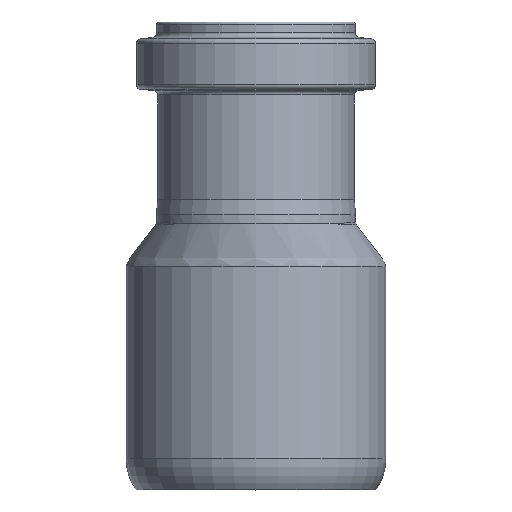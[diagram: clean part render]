
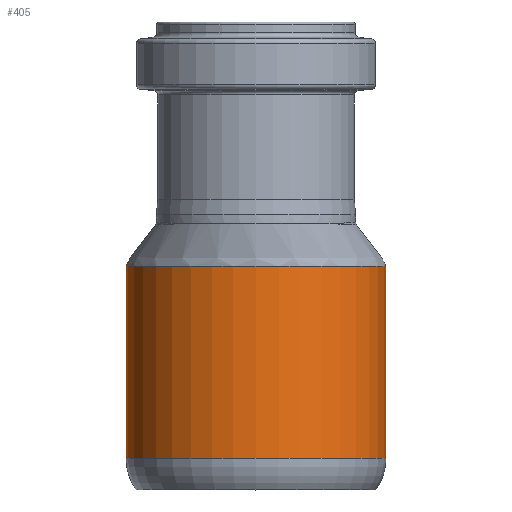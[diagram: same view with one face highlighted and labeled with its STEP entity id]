
A CAD part, top view. The second image highlights one B-rep face of the part: STEP entity #405.
In plain terms, the highlighted cylindrical face has radius 29.1 mm (diameter 58.2 mm), a full revolution.
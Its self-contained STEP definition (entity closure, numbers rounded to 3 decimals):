
#27=CYLINDRICAL_SURFACE('',#447,29.1);
#39=FACE_BOUND('',#160,.T.);
#79=CIRCLE('',#436,29.1);
#80=CIRCLE('',#437,29.1);
#81=CIRCLE('',#439,29.1);
#120=FACE_OUTER_BOUND('',#159,.T.);
#159=EDGE_LOOP('',(#335));
#160=EDGE_LOOP('',(#336,#337));
#228=VERTEX_POINT('',#962);
#229=VERTEX_POINT('',#969);
#230=VERTEX_POINT('',#973);
#269=EDGE_CURVE('',#228,#229,#79,.T.);
#270=EDGE_CURVE('',#229,#228,#80,.T.);
#271=EDGE_CURVE('',#230,#230,#81,.T.);
#335=ORIENTED_EDGE('',*,*,#271,.T.);
#336=ORIENTED_EDGE('',*,*,#270,.F.);
#337=ORIENTED_EDGE('',*,*,#269,.F.);
#405=ADVANCED_FACE('',(#120,#39),#27,.T.);
#436=AXIS2_PLACEMENT_3D('',#970,#504,#505);
#437=AXIS2_PLACEMENT_3D('',#971,#506,#507);
#439=AXIS2_PLACEMENT_3D('',#974,#510,#511);
#447=AXIS2_PLACEMENT_3D('',#1326,#526,#527);
#504=DIRECTION('center_axis',(0.,1.,0.));
#505=DIRECTION('ref_axis',(1.,0.,0.));
#506=DIRECTION('center_axis',(0.,1.,0.));
#507=DIRECTION('ref_axis',(1.,0.,0.));
#510=DIRECTION('center_axis',(0.,1.,0.));
#511=DIRECTION('ref_axis',(0.,0.,1.));
#526=DIRECTION('center_axis',(0.,1.,0.));
#527=DIRECTION('ref_axis',(0.,0.,1.));
#962=CARTESIAN_POINT('',(0.,-15.,-35.9));
#969=CARTESIAN_POINT('',(0.,-15.,22.3));
#970=CARTESIAN_POINT('Origin',(0.,-15.,-6.8));
#971=CARTESIAN_POINT('Origin',(0.,-15.,-6.8));
#973=CARTESIAN_POINT('',(0.,-58.,22.3));
#974=CARTESIAN_POINT('Origin',(0.,-58.,-6.8));
#1326=CARTESIAN_POINT('Origin',(0.,-40.,-6.8));
